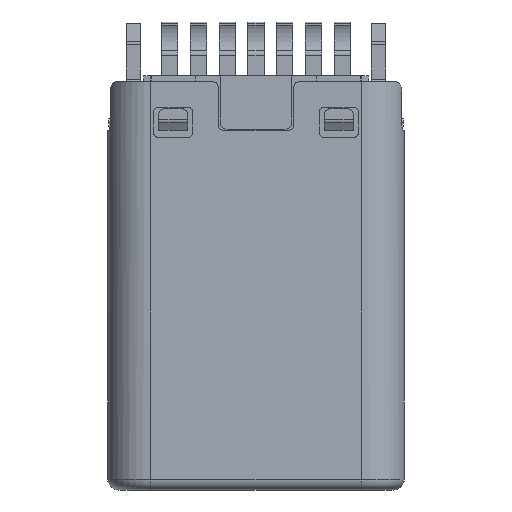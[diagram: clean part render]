
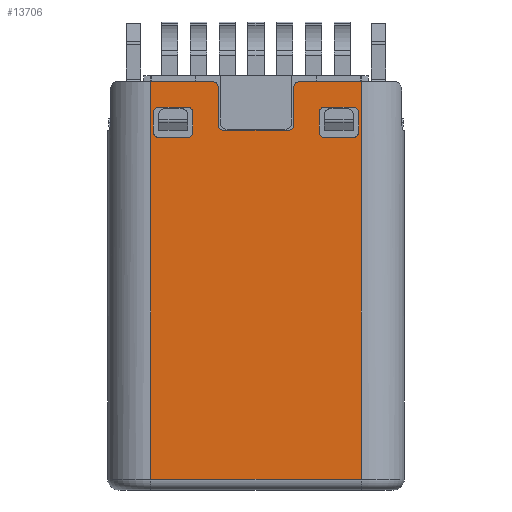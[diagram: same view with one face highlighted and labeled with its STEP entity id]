
A CAD part, front view. The second image highlights one B-rep face of the part: STEP entity #13706.
In plain terms, the highlighted planar face has unit normal (0, -1, 0).
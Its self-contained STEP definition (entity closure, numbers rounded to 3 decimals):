
#2377=DIRECTION('',(1.,0.,0.));
#2378=VECTOR('',#2377,5.85);
#2379=CARTESIAN_POINT('',(-2.925,-1.18,-8.786));
#2380=LINE('',#2379,#2378);
#2577=DIRECTION('',(0.,0.,1.));
#2578=VECTOR('',#2577,11.05);
#2579=CARTESIAN_POINT('',(2.925,-1.18,-8.786));
#2580=LINE('',#2579,#2578);
#2717=CARTESIAN_POINT('',(1.2,-1.18,2.114));
#2718=DIRECTION('',(0.,1.,0.));
#2719=DIRECTION('',(-1.,0.,0.));
#2720=AXIS2_PLACEMENT_3D('',#2717,#2718,#2719);
#2722=DIRECTION('',(1.,0.,0.));
#2723=VECTOR('',#2722,1.725);
#2724=CARTESIAN_POINT('',(1.2,-1.18,2.264));
#2725=LINE('',#2724,#2723);
#2726=DIRECTION('',(1.,0.,0.));
#2727=VECTOR('',#2726,1.725);
#2728=CARTESIAN_POINT('',(-2.925,-1.18,2.264));
#2729=LINE('',#2728,#2727);
#2730=CARTESIAN_POINT('',(-1.2,-1.18,2.114));
#2731=DIRECTION('',(0.,1.,0.));
#2732=DIRECTION('',(0.,0.,1.));
#2733=AXIS2_PLACEMENT_3D('',#2730,#2731,#2732);
#2735=DIRECTION('',(0.,0.,-1.));
#2736=VECTOR('',#2735,1.05);
#2737=CARTESIAN_POINT('',(-1.05,-1.18,2.114));
#2738=LINE('',#2737,#2736);
#2739=CARTESIAN_POINT('',(-0.9,-1.18,1.064));
#2740=DIRECTION('',(0.,-1.,0.));
#2741=DIRECTION('',(-1.,0.,0.));
#2742=AXIS2_PLACEMENT_3D('',#2739,#2740,#2741);
#2744=DIRECTION('',(1.,0.,0.));
#2745=VECTOR('',#2744,1.8);
#2746=CARTESIAN_POINT('',(-0.9,-1.18,0.914));
#2747=LINE('',#2746,#2745);
#2748=CARTESIAN_POINT('',(0.9,-1.18,1.064));
#2749=DIRECTION('',(0.,-1.,0.));
#2750=DIRECTION('',(0.,0.,-1.));
#2751=AXIS2_PLACEMENT_3D('',#2748,#2749,#2750);
#2753=DIRECTION('',(1.,0.,0.));
#2754=VECTOR('',#2753,0.8);
#2755=CARTESIAN_POINT('',(-2.704,-1.18,0.709));
#2756=LINE('',#2755,#2754);
#2757=CARTESIAN_POINT('',(-1.904,-1.18,0.859));
#2758=DIRECTION('',(0.,-1.,0.));
#2759=DIRECTION('',(0.,0.,-1.));
#2760=AXIS2_PLACEMENT_3D('',#2757,#2758,#2759);
#2762=DIRECTION('',(0.,0.,1.));
#2763=VECTOR('',#2762,0.55);
#2764=CARTESIAN_POINT('',(-1.754,-1.18,0.859));
#2765=LINE('',#2764,#2763);
#2766=CARTESIAN_POINT('',(-1.904,-1.18,1.409));
#2767=DIRECTION('',(0.,-1.,0.));
#2768=DIRECTION('',(1.,0.,0.));
#2769=AXIS2_PLACEMENT_3D('',#2766,#2767,#2768);
#2771=DIRECTION('',(-1.,0.,0.));
#2772=VECTOR('',#2771,0.8);
#2773=CARTESIAN_POINT('',(-1.904,-1.18,1.559));
#2774=LINE('',#2773,#2772);
#2775=CARTESIAN_POINT('',(-2.704,-1.18,1.409));
#2776=DIRECTION('',(0.,-1.,0.));
#2777=DIRECTION('',(0.,0.,1.));
#2778=AXIS2_PLACEMENT_3D('',#2775,#2776,#2777);
#2780=DIRECTION('',(0.,0.,-1.));
#2781=VECTOR('',#2780,0.55);
#2782=CARTESIAN_POINT('',(-2.854,-1.18,1.409));
#2783=LINE('',#2782,#2781);
#2784=CARTESIAN_POINT('',(-2.704,-1.18,0.859));
#2785=DIRECTION('',(0.,-1.,0.));
#2786=DIRECTION('',(-1.,0.,0.));
#2787=AXIS2_PLACEMENT_3D('',#2784,#2785,#2786);
#2789=DIRECTION('',(0.,0.,1.));
#2790=VECTOR('',#2789,0.55);
#2791=CARTESIAN_POINT('',(2.854,-1.18,0.859));
#2792=LINE('',#2791,#2790);
#2793=CARTESIAN_POINT('',(2.704,-1.18,1.409));
#2794=DIRECTION('',(0.,-1.,0.));
#2795=DIRECTION('',(1.,0.,0.));
#2796=AXIS2_PLACEMENT_3D('',#2793,#2794,#2795);
#2798=DIRECTION('',(-1.,0.,0.));
#2799=VECTOR('',#2798,0.8);
#2800=CARTESIAN_POINT('',(2.704,-1.18,1.559));
#2801=LINE('',#2800,#2799);
#2802=CARTESIAN_POINT('',(1.904,-1.18,1.409));
#2803=DIRECTION('',(0.,-1.,0.));
#2804=DIRECTION('',(0.,0.,1.));
#2805=AXIS2_PLACEMENT_3D('',#2802,#2803,#2804);
#2807=DIRECTION('',(0.,0.,-1.));
#2808=VECTOR('',#2807,0.55);
#2809=CARTESIAN_POINT('',(1.754,-1.18,1.409));
#2810=LINE('',#2809,#2808);
#2811=CARTESIAN_POINT('',(1.904,-1.18,0.859));
#2812=DIRECTION('',(0.,-1.,0.));
#2813=DIRECTION('',(-1.,0.,0.));
#2814=AXIS2_PLACEMENT_3D('',#2811,#2812,#2813);
#2816=DIRECTION('',(1.,0.,0.));
#2817=VECTOR('',#2816,0.8);
#2818=CARTESIAN_POINT('',(1.904,-1.18,0.709));
#2819=LINE('',#2818,#2817);
#2820=CARTESIAN_POINT('',(2.704,-1.18,0.859));
#2821=DIRECTION('',(0.,-1.,0.));
#2822=DIRECTION('',(0.,0.,-1.));
#2823=AXIS2_PLACEMENT_3D('',#2820,#2821,#2822);
#2837=DIRECTION('',(0.,0.,-1.));
#2838=VECTOR('',#2837,11.05);
#2839=CARTESIAN_POINT('',(-2.925,-1.18,2.264));
#2840=LINE('',#2839,#2838);
#3061=DIRECTION('',(0.,0.,-1.));
#3062=VECTOR('',#3061,1.05);
#3063=CARTESIAN_POINT('',(1.05,-1.18,2.114));
#3064=LINE('',#3063,#3062);
#9190=CARTESIAN_POINT('',(1.05,-1.18,2.114));
#9191=CARTESIAN_POINT('',(1.2,-1.18,2.264));
#9192=VERTEX_POINT('',#9190);
#9193=VERTEX_POINT('',#9191);
#9194=CARTESIAN_POINT('',(2.925,-1.18,2.264));
#9195=VERTEX_POINT('',#9194);
#9196=CARTESIAN_POINT('',(2.925,-1.18,-8.786));
#9197=VERTEX_POINT('',#9196);
#9198=CARTESIAN_POINT('',(-2.925,-1.18,-8.786));
#9199=VERTEX_POINT('',#9198);
#9200=CARTESIAN_POINT('',(-2.925,-1.18,2.264));
#9201=VERTEX_POINT('',#9200);
#9202=CARTESIAN_POINT('',(-1.2,-1.18,2.264));
#9203=VERTEX_POINT('',#9202);
#9204=CARTESIAN_POINT('',(-1.05,-1.18,2.114));
#9205=VERTEX_POINT('',#9204);
#9206=CARTESIAN_POINT('',(-1.05,-1.18,1.064));
#9207=VERTEX_POINT('',#9206);
#9208=CARTESIAN_POINT('',(-0.9,-1.18,0.914));
#9209=VERTEX_POINT('',#9208);
#9210=CARTESIAN_POINT('',(0.9,-1.18,0.914));
#9211=VERTEX_POINT('',#9210);
#9212=CARTESIAN_POINT('',(1.05,-1.18,1.064));
#9213=VERTEX_POINT('',#9212);
#9214=CARTESIAN_POINT('',(-2.704,-1.18,0.709));
#9215=CARTESIAN_POINT('',(-1.904,-1.18,0.709));
#9216=VERTEX_POINT('',#9214);
#9217=VERTEX_POINT('',#9215);
#9218=CARTESIAN_POINT('',(-1.754,-1.18,0.859));
#9219=VERTEX_POINT('',#9218);
#9220=CARTESIAN_POINT('',(-1.754,-1.18,1.409));
#9221=VERTEX_POINT('',#9220);
#9222=CARTESIAN_POINT('',(-1.904,-1.18,1.559));
#9223=VERTEX_POINT('',#9222);
#9224=CARTESIAN_POINT('',(-2.704,-1.18,1.559));
#9225=VERTEX_POINT('',#9224);
#9226=CARTESIAN_POINT('',(-2.854,-1.18,1.409));
#9227=VERTEX_POINT('',#9226);
#9228=CARTESIAN_POINT('',(-2.854,-1.18,0.859));
#9229=VERTEX_POINT('',#9228);
#9230=CARTESIAN_POINT('',(2.854,-1.18,0.859));
#9231=CARTESIAN_POINT('',(2.854,-1.18,1.409));
#9232=VERTEX_POINT('',#9230);
#9233=VERTEX_POINT('',#9231);
#9234=CARTESIAN_POINT('',(2.704,-1.18,1.559));
#9235=VERTEX_POINT('',#9234);
#9236=CARTESIAN_POINT('',(1.904,-1.18,1.559));
#9237=VERTEX_POINT('',#9236);
#9238=CARTESIAN_POINT('',(1.754,-1.18,1.409));
#9239=VERTEX_POINT('',#9238);
#9240=CARTESIAN_POINT('',(1.754,-1.18,0.859));
#9241=VERTEX_POINT('',#9240);
#9242=CARTESIAN_POINT('',(1.904,-1.18,0.709));
#9243=VERTEX_POINT('',#9242);
#9244=CARTESIAN_POINT('',(2.704,-1.18,0.709));
#9245=VERTEX_POINT('',#9244);
#13643=CARTESIAN_POINT('',(4.125,-1.18,2.414));
#13644=DIRECTION('',(0.,-1.,0.));
#13645=DIRECTION('',(-1.,0.,0.));
#13646=AXIS2_PLACEMENT_3D('',#13643,#13644,#13645);
#13647=PLANE('',#13646);
#13648=ORIENTED_EDGE('',*,*,#13633,.T.);
#13649=ORIENTED_EDGE('',*,*,#13623,.T.);
#13650=ORIENTED_EDGE('',*,*,#13511,.F.);
#13651=ORIENTED_EDGE('',*,*,#13233,.F.);
#13653=ORIENTED_EDGE('',*,*,#13652,.F.);
#13655=ORIENTED_EDGE('',*,*,#13654,.T.);
#13657=ORIENTED_EDGE('',*,*,#13656,.T.);
#13659=ORIENTED_EDGE('',*,*,#13658,.T.);
#13661=ORIENTED_EDGE('',*,*,#13660,.T.);
#13663=ORIENTED_EDGE('',*,*,#13662,.T.);
#13665=ORIENTED_EDGE('',*,*,#13664,.T.);
#13667=ORIENTED_EDGE('',*,*,#13666,.F.);
#13668=EDGE_LOOP('',(#13648,#13649,#13650,#13651,#13653,#13655,#13657,#13659,
#13661,#13663,#13665,#13667));
#13669=FACE_OUTER_BOUND('',#13668,.F.);
#13671=ORIENTED_EDGE('',*,*,#13670,.T.);
#13673=ORIENTED_EDGE('',*,*,#13672,.T.);
#13675=ORIENTED_EDGE('',*,*,#13674,.T.);
#13677=ORIENTED_EDGE('',*,*,#13676,.T.);
#13679=ORIENTED_EDGE('',*,*,#13678,.T.);
#13681=ORIENTED_EDGE('',*,*,#13680,.T.);
#13683=ORIENTED_EDGE('',*,*,#13682,.T.);
#13685=ORIENTED_EDGE('',*,*,#13684,.T.);
#13686=EDGE_LOOP('',(#13671,#13673,#13675,#13677,#13679,#13681,#13683,#13685));
#13687=FACE_BOUND('',#13686,.F.);
#13689=ORIENTED_EDGE('',*,*,#13688,.T.);
#13691=ORIENTED_EDGE('',*,*,#13690,.T.);
#13693=ORIENTED_EDGE('',*,*,#13692,.T.);
#13695=ORIENTED_EDGE('',*,*,#13694,.T.);
#13697=ORIENTED_EDGE('',*,*,#13696,.T.);
#13699=ORIENTED_EDGE('',*,*,#13698,.T.);
#13701=ORIENTED_EDGE('',*,*,#13700,.T.);
#13703=ORIENTED_EDGE('',*,*,#13702,.T.);
#13704=EDGE_LOOP('',(#13689,#13691,#13693,#13695,#13697,#13699,#13701,#13703));
#13705=FACE_BOUND('',#13704,.F.);
#2721=CIRCLE('',#2720,0.15);
#2734=CIRCLE('',#2733,0.15);
#2743=CIRCLE('',#2742,0.15);
#2752=CIRCLE('',#2751,0.15);
#2761=CIRCLE('',#2760,0.15);
#2770=CIRCLE('',#2769,0.15);
#2779=CIRCLE('',#2778,0.15);
#2788=CIRCLE('',#2787,0.15);
#2797=CIRCLE('',#2796,0.15);
#2806=CIRCLE('',#2805,0.15);
#2815=CIRCLE('',#2814,0.15);
#2824=CIRCLE('',#2823,0.15);
#13233=EDGE_CURVE('',#9199,#9197,#2380,.T.);
#13511=EDGE_CURVE('',#9197,#9195,#2580,.T.);
#13623=EDGE_CURVE('',#9193,#9195,#2725,.T.);
#13633=EDGE_CURVE('',#9192,#9193,#2721,.T.);
#13652=EDGE_CURVE('',#9201,#9199,#2840,.T.);
#13654=EDGE_CURVE('',#9201,#9203,#2729,.T.);
#13656=EDGE_CURVE('',#9203,#9205,#2734,.T.);
#13658=EDGE_CURVE('',#9205,#9207,#2738,.T.);
#13660=EDGE_CURVE('',#9207,#9209,#2743,.T.);
#13662=EDGE_CURVE('',#9209,#9211,#2747,.T.);
#13664=EDGE_CURVE('',#9211,#9213,#2752,.T.);
#13666=EDGE_CURVE('',#9192,#9213,#3064,.T.);
#13670=EDGE_CURVE('',#9216,#9217,#2756,.T.);
#13672=EDGE_CURVE('',#9217,#9219,#2761,.T.);
#13674=EDGE_CURVE('',#9219,#9221,#2765,.T.);
#13676=EDGE_CURVE('',#9221,#9223,#2770,.T.);
#13678=EDGE_CURVE('',#9223,#9225,#2774,.T.);
#13680=EDGE_CURVE('',#9225,#9227,#2779,.T.);
#13682=EDGE_CURVE('',#9227,#9229,#2783,.T.);
#13684=EDGE_CURVE('',#9229,#9216,#2788,.T.);
#13688=EDGE_CURVE('',#9232,#9233,#2792,.T.);
#13690=EDGE_CURVE('',#9233,#9235,#2797,.T.);
#13692=EDGE_CURVE('',#9235,#9237,#2801,.T.);
#13694=EDGE_CURVE('',#9237,#9239,#2806,.T.);
#13696=EDGE_CURVE('',#9239,#9241,#2810,.T.);
#13698=EDGE_CURVE('',#9241,#9243,#2815,.T.);
#13700=EDGE_CURVE('',#9243,#9245,#2819,.T.);
#13702=EDGE_CURVE('',#9245,#9232,#2824,.T.);
#13706=ADVANCED_FACE('',(#13669,#13687,#13705),#13647,.T.);
